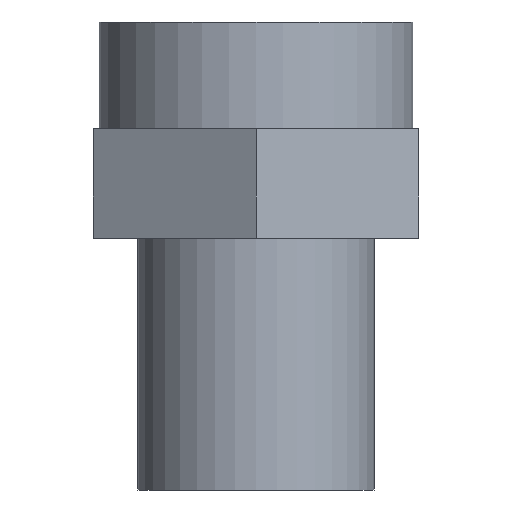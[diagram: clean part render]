
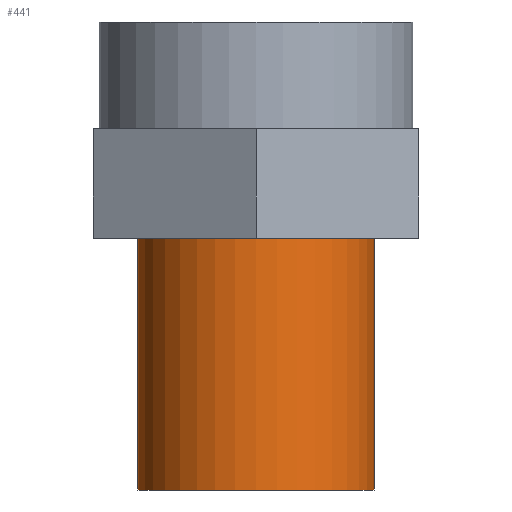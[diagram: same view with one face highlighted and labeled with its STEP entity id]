
A CAD part, front view. The second image highlights one B-rep face of the part: STEP entity #441.
In plain terms, the highlighted cylindrical face has radius 20 mm (diameter 40 mm), a partial arc.
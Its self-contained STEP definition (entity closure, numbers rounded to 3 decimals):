
#58 = DIRECTION ( 'NONE',  ( 0., 0., 1. ) ) ;
#75 = CARTESIAN_POINT ( 'NONE',  ( 20., 0., -36.5 ) ) ;
#194 = FACE_OUTER_BOUND ( 'NONE', #439, .T. ) ;
#299 = CARTESIAN_POINT ( 'NONE',  ( 0., 0., 0. ) ) ;
#302 = CIRCLE ( 'NONE', #1009, 20. ) ;
#311 = ORIENTED_EDGE ( 'NONE', *, *, #533, .F. ) ;
#320 = ORIENTED_EDGE ( 'NONE', *, *, #615, .T. ) ;
#321 = CARTESIAN_POINT ( 'NONE',  ( 0., 0., -36.5 ) ) ;
#393 = CARTESIAN_POINT ( 'NONE',  ( -20., 0., 0. ) ) ;
#437 = CARTESIAN_POINT ( 'NONE',  ( 20., 0., -79. ) ) ;
#439 = EDGE_LOOP ( 'NONE', ( #487, #320, #587, #311 ) ) ;
#441 = ADVANCED_FACE ( 'NONE', ( #194 ), #1162, .T. ) ;
#444 = VECTOR ( 'NONE', #58, 1000. ) ;
#487 = ORIENTED_EDGE ( 'NONE', *, *, #1140, .F. ) ;
#533 = EDGE_CURVE ( 'NONE', #1240, #694, #968, .T. ) ;
#561 = DIRECTION ( 'NONE',  ( 1., 0., 0. ) ) ;
#587 = ORIENTED_EDGE ( 'NONE', *, *, #866, .T. ) ;
#615 = EDGE_CURVE ( 'NONE', #714, #835, #302, .T. ) ;
#630 = LINE ( 'NONE', #1017, #444 ) ;
#694 = VERTEX_POINT ( 'NONE', #75 ) ;
#698 = DIRECTION ( 'NONE',  ( 1., 0., 0. ) ) ;
#707 = LINE ( 'NONE', #393, #1028 ) ;
#713 = DIRECTION ( 'NONE',  ( 0., 0., 1. ) ) ;
#714 = VERTEX_POINT ( 'NONE', #1230 ) ;
#740 = CARTESIAN_POINT ( 'NONE',  ( 0., 0., -79. ) ) ;
#790 = AXIS2_PLACEMENT_3D ( 'NONE', #299, #1068, #978 ) ;
#835 = VERTEX_POINT ( 'NONE', #437 ) ;
#839 = DIRECTION ( 'NONE',  ( 0., 0., 1. ) ) ;
#866 = EDGE_CURVE ( 'NONE', #835, #694, #630, .T. ) ;
#889 = DIRECTION ( 'NONE',  ( 0., 0., 1. ) ) ;
#901 = CARTESIAN_POINT ( 'NONE',  ( -20., 0., -36.5 ) ) ;
#968 = CIRCLE ( 'NONE', #990, 20. ) ;
#978 = DIRECTION ( 'NONE',  ( 1., 0., 0. ) ) ;
#990 = AXIS2_PLACEMENT_3D ( 'NONE', #321, #713, #698 ) ;
#1009 = AXIS2_PLACEMENT_3D ( 'NONE', #740, #839, #561 ) ;
#1017 = CARTESIAN_POINT ( 'NONE',  ( 20., 0., 0. ) ) ;
#1028 = VECTOR ( 'NONE', #889, 1000. ) ;
#1068 = DIRECTION ( 'NONE',  ( 0., 0., 1. ) ) ;
#1140 = EDGE_CURVE ( 'NONE', #714, #1240, #707, .T. ) ;
#1162 = CYLINDRICAL_SURFACE ( 'NONE', #790, 20. ) ;
#1230 = CARTESIAN_POINT ( 'NONE',  ( -20., 0., -79. ) ) ;
#1240 = VERTEX_POINT ( 'NONE', #901 ) ;
